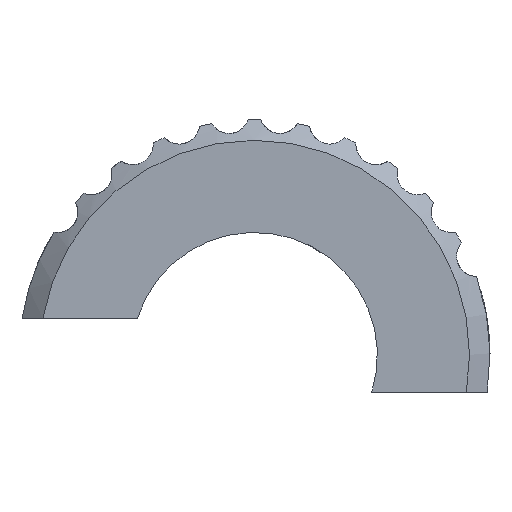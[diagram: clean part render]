
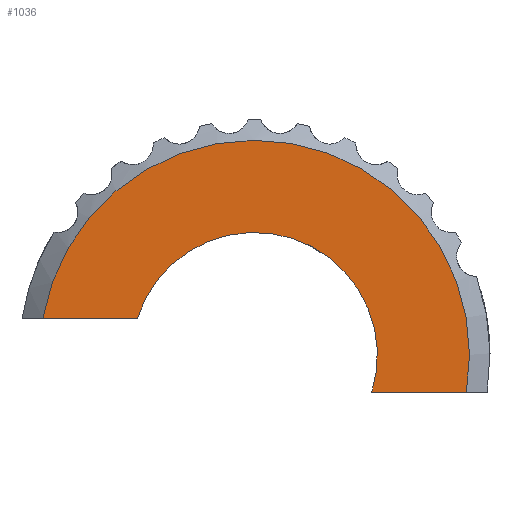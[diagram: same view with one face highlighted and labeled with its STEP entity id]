
A CAD part, front view. The second image highlights one B-rep face of the part: STEP entity #1036.
In plain terms, the highlighted planar face has unit normal (0, -1, 0).
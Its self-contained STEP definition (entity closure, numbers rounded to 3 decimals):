
#132=FACE_OUTER_BOUND('',#190,.T.);
#190=EDGE_LOOP('',(#723,#724,#725,#726));
#255=LINE('',#1486,#321);
#262=LINE('',#1505,#328);
#321=VECTOR('',#1220,10.);
#328=VECTOR('',#1237,10.);
#383=CIRCLE('',#1112,6.);
#384=CIRCLE('',#1113,10.5);
#428=VERTEX_POINT('',#1481);
#429=VERTEX_POINT('',#1485);
#435=VERTEX_POINT('',#1503);
#436=VERTEX_POINT('',#1504);
#541=EDGE_CURVE('',#429,#428,#255,.T.);
#550=EDGE_CURVE('',#435,#436,#262,.T.);
#551=EDGE_CURVE('',#435,#429,#383,.T.);
#552=EDGE_CURVE('',#428,#436,#384,.T.);
#723=ORIENTED_EDGE('',*,*,#550,.F.);
#724=ORIENTED_EDGE('',*,*,#551,.T.);
#725=ORIENTED_EDGE('',*,*,#541,.T.);
#726=ORIENTED_EDGE('',*,*,#552,.T.);
#1021=PLANE('',#1111);
#1036=ADVANCED_FACE('',(#132),#1021,.F.);
#1111=AXIS2_PLACEMENT_3D('',#1502,#1235,#1236);
#1112=AXIS2_PLACEMENT_3D('',#1506,#1238,#1239);
#1113=AXIS2_PLACEMENT_3D('',#1507,#1240,#1241);
#1220=DIRECTION('',(1.,0.,0.));
#1235=DIRECTION('center_axis',(0.,1.,0.));
#1236=DIRECTION('ref_axis',(0.995,0.,-0.105));
#1237=DIRECTION('',(-1.,0.,0.));
#1238=DIRECTION('center_axis',(0.,1.,0.));
#1239=DIRECTION('ref_axis',(0.995,0.,-0.105));
#1240=DIRECTION('center_axis',(0.,-1.,0.));
#1241=DIRECTION('ref_axis',(-0.995,0.,0.105));
#1481=CARTESIAN_POINT('',(10.345,0.,-1.8));
#1485=CARTESIAN_POINT('',(5.724,0.,-1.8));
#1486=CARTESIAN_POINT('',(0.3,0.,-1.8));
#1502=CARTESIAN_POINT('Origin',(0.599,0.,
5.701));
#1503=CARTESIAN_POINT('',(-5.724,0.,1.8));
#1504=CARTESIAN_POINT('',(-10.345,0.,1.8));
#1505=CARTESIAN_POINT('',(0.3,0.,1.8));
#1506=CARTESIAN_POINT('Origin',(0.,0.,0.));
#1507=CARTESIAN_POINT('Origin',(0.,0.,
0.));
